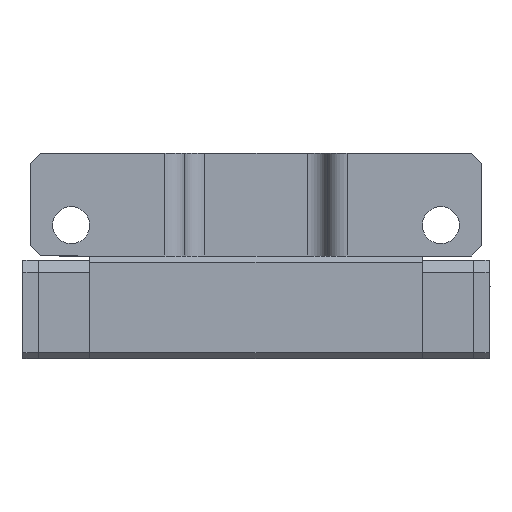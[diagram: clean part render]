
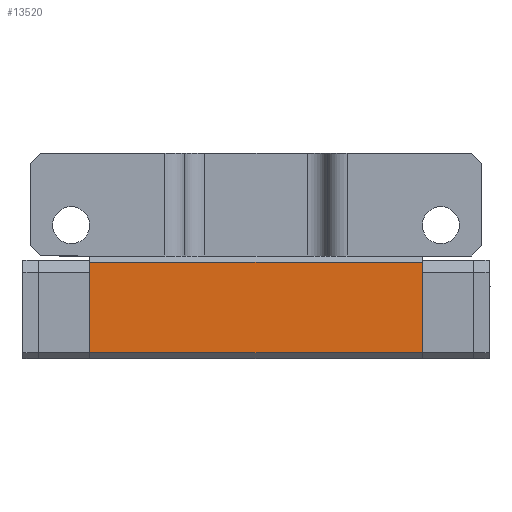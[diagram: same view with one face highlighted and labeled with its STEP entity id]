
A CAD part, front view. The second image highlights one B-rep face of the part: STEP entity #13520.
In plain terms, the highlighted face is planar.
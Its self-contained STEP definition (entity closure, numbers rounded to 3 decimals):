
#1455=PLANE('',#14577);
#2136=FACE_OUTER_BOUND('',#2948,.T.);
#2948=EDGE_LOOP('',(#11445,#11446,#11447,#11448));
#3683=LINE('',#25930,#4609);
#3685=LINE('',#25934,#4611);
#3686=LINE('',#25936,#4612);
#3687=LINE('',#25937,#4613);
#4609=VECTOR('',#17018,1000.);
#4611=VECTOR('',#17022,1000.);
#4612=VECTOR('',#17023,1000.);
#4613=VECTOR('',#17024,1000.);
#6377=VERTEX_POINT('',#25927);
#6378=VERTEX_POINT('',#25929);
#6379=VERTEX_POINT('',#25933);
#6380=VERTEX_POINT('',#25935);
#8165=EDGE_CURVE('',#6378,#6377,#3683,.T.);
#8167=EDGE_CURVE('',#6377,#6379,#3685,.T.);
#8168=EDGE_CURVE('',#6380,#6379,#3686,.T.);
#8169=EDGE_CURVE('',#6378,#6380,#3687,.T.);
#11445=ORIENTED_EDGE('',*,*,#8167,.T.);
#11446=ORIENTED_EDGE('',*,*,#8168,.F.);
#11447=ORIENTED_EDGE('',*,*,#8169,.F.);
#11448=ORIENTED_EDGE('',*,*,#8165,.T.);
#13520=ADVANCED_FACE('',(#2136),#1455,.F.);
#14577=AXIS2_PLACEMENT_3D('',#25932,#17020,#17021);
#17018=DIRECTION('',(0.,0.,-1.));
#17020=DIRECTION('center_axis',(1.,0.,0.));
#17021=DIRECTION('ref_axis',(0.,0.,-1.));
#17022=DIRECTION('',(0.,-1.,0.));
#17023=DIRECTION('',(0.,0.,-1.));
#17024=DIRECTION('',(0.,-1.,0.));
#25927=CARTESIAN_POINT('',(-13.5,6.9,-16.2));
#25929=CARTESIAN_POINT('',(-13.5,6.9,16.2));
#25930=CARTESIAN_POINT('',(-13.5,6.9,16.2));
#25932=CARTESIAN_POINT('Origin',(-13.5,6.9,16.2));
#25933=CARTESIAN_POINT('',(-13.5,-1.9,-16.2));
#25934=CARTESIAN_POINT('',(-13.5,6.9,-16.2));
#25935=CARTESIAN_POINT('',(-13.5,-1.9,16.2));
#25936=CARTESIAN_POINT('',(-13.5,-1.9,16.2));
#25937=CARTESIAN_POINT('',(-13.5,6.9,16.2));
